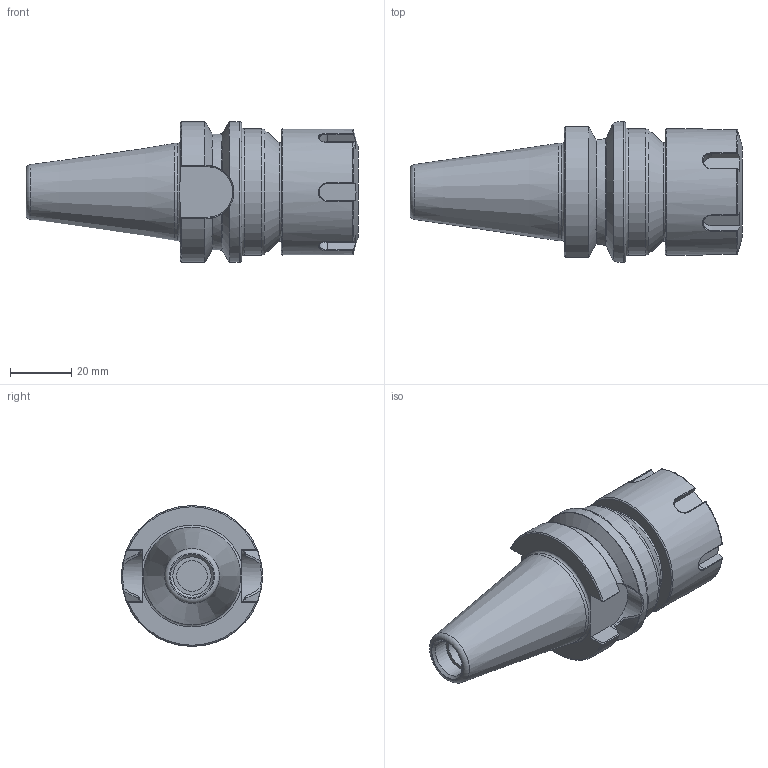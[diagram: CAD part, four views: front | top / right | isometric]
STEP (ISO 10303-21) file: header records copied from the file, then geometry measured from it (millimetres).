
FILE_DESCRIPTION(/* description */ (''),/* implementation_level */ '2;1');
FILE_NAME(/* name */ 'BT30-ER25-60-REV1.stp',/* time_stamp */ '2016-06-01T20:46:48-05:00',/* author */ ('Me'),/* organization */ (''),/* preprocessor_version */ 'ST-DEVELOPER v15.6',/* originating_system */ 'Autodesk Inventor 2015',/* authorisation */ '');
FILE_SCHEMA (('AUTOMOTIVE_DESIGN { 1 0 10303 214 3 1 1 }'));
Length unit declared in the file: inch
Products named in the file (1): BT30-ER25-60-REV1
Bounding box: 108.4 x 46 x 46 mm (x, y, z)
Volume: 95754.5 mm3; surface area: 17218 mm2
Topology: 1 solids, 1 shells, 133 faces, 372 edges, 245 vertices
Faces by surface type: plane 52, bspline 32, torus 20, cylinder 19, cone 10
Full cylindrical faces by diameter (mm): 10.109 x1, 12.5 x1, 31.75 x1, 32 x1, 41.148 x2, 46 x1
Entity records: 5795 total; most frequent: CARTESIAN_POINT 2754, ORIENTED_EDGE 700, DIRECTION 428, EDGE_CURVE 350, VERTEX_POINT 240, B_SPLINE_CURVE_WITH_KNOTS 166, AXIS2_PLACEMENT_3D 164, EDGE_LOOP 154
